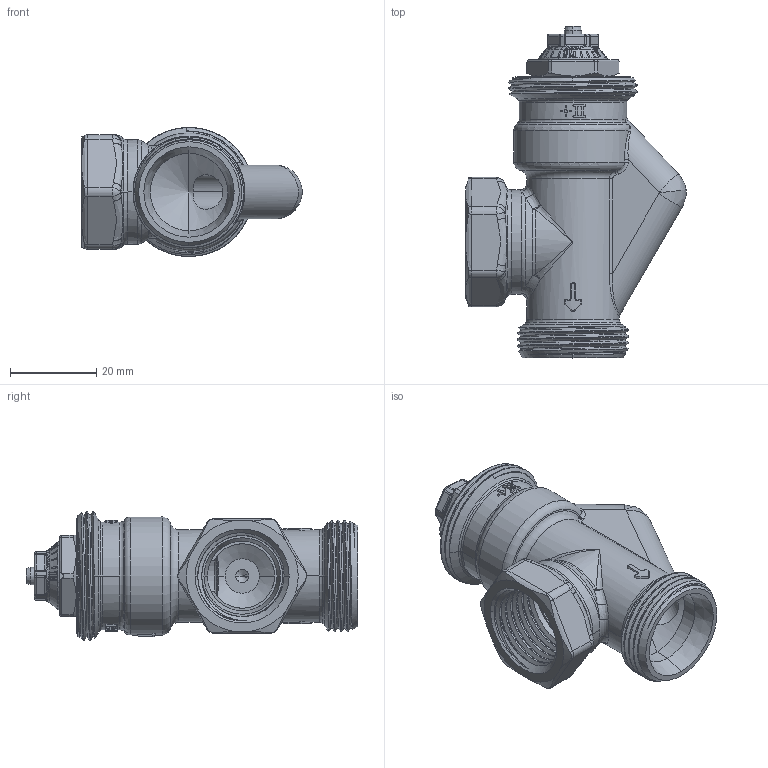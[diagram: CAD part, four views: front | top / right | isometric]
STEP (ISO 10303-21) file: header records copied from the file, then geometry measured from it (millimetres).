
FILE_DESCRIPTION((''),'2;1');
FILE_NAME('3470-12-000-GEWINDE_SW0001','2015-10-16T',('marann'),(''),'PRO/ENGINEER BY PARAMETRIC TECHNOLOGY CORPORATION, 2011490','PRO/ENGINEER BY PARAMETRIC TECHNOLOGY CORPORATION, 2011490','');
FILE_SCHEMA(('CONFIG_CONTROL_DESIGN'));
Length unit declared in the file: millimetre
Products named in the file (1): 3470-12-000-GEWINDE_SW0001
Bounding box: 51.2 x 77.15 x 30 mm (x, y, z)
Volume: 23563.5 mm3; surface area: 18403.7 mm2
Topology: 4 solids, 4 shells, 1051 faces, 2763 edges, 1726 vertices
Faces by surface type: bspline 285, cylinder 276, plane 188, cone 141, torus 91, extrusion 52, sphere 18
Entity records: 58907 total; most frequent: CARTESIAN_POINT 35933, ORIENTED_EDGE 5486, DIRECTION 3710, EDGE_CURVE 2743, VERTEX_POINT 1726, AXIS2_PLACEMENT_3D 1446, B_SPLINE_CURVE_WITH_KNOTS 1297, EDGE_LOOP 1093
